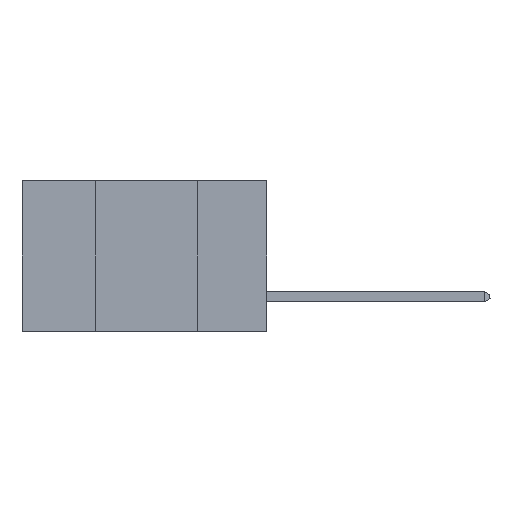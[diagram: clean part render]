
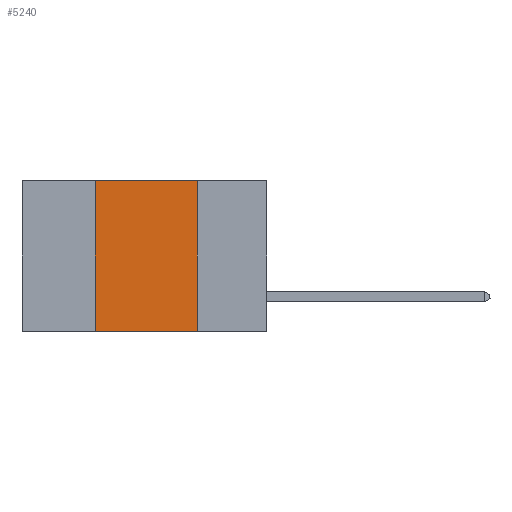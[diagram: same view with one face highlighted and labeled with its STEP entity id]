
A CAD part, left-side view. The second image highlights one B-rep face of the part: STEP entity #5240.
In plain terms, the highlighted planar face has unit normal (-1, 0, 0).
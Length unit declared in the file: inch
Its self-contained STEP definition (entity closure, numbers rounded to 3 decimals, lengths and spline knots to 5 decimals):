
#675 = DIRECTION ( 'NONE',  ( 0., 0., 1. ) ) ;
#2282 = EDGE_CURVE ( 'NONE', #13679, #16780, #8582, .T. ) ;
#3700 = VECTOR ( 'NONE', #8415, 39.37008 ) ;
#5240 = ADVANCED_FACE ( 'NONE', ( #10764 ), #7213, .F. ) ;
#5812 = CARTESIAN_POINT ( 'NONE',  ( 0., 0.17, 0. ) ) ;
#6277 = CARTESIAN_POINT ( 'NONE',  ( 0., 0.17, 0. ) ) ;
#6900 = EDGE_LOOP ( 'NONE', ( #16837, #20315, #17519, #11935 ) ) ;
#6963 = LINE ( 'NONE', #6277, #13689 ) ;
#7213 = PLANE ( 'NONE',  #13720 ) ;
#8415 = DIRECTION ( 'NONE',  ( 0., -1., 0. ) ) ;
#8582 = LINE ( 'NONE', #24220, #10973 ) ;
#9744 = DIRECTION ( 'NONE',  ( 0., 0., -1. ) ) ;
#10229 = CARTESIAN_POINT ( 'NONE',  ( 0., 0.6, 0. ) ) ;
#10764 = FACE_OUTER_BOUND ( 'NONE', #6900, .T. ) ;
#10973 = VECTOR ( 'NONE', #20372, 39.37008 ) ;
#11094 = EDGE_CURVE ( 'NONE', #13679, #19204, #12748, .T. ) ;
#11935 = ORIENTED_EDGE ( 'NONE', *, *, #2282, .T. ) ;
#12748 = LINE ( 'NONE', #12884, #24144 ) ;
#12811 = LINE ( 'NONE', #10229, #3700 ) ;
#12884 = CARTESIAN_POINT ( 'NONE',  ( 0., 0.42, 0. ) ) ;
#13105 = CARTESIAN_POINT ( 'NONE',  ( 0., 0.6, 0. ) ) ;
#13679 = VERTEX_POINT ( 'NONE', #17111 ) ;
#13689 = VECTOR ( 'NONE', #9744, 39.37008 ) ;
#13720 = AXIS2_PLACEMENT_3D ( 'NONE', #13105, #24063, #22186 ) ;
#14938 = EDGE_CURVE ( 'NONE', #16570, #16780, #6963, .T. ) ;
#16570 = VERTEX_POINT ( 'NONE', #5812 ) ;
#16780 = VERTEX_POINT ( 'NONE', #23125 ) ;
#16837 = ORIENTED_EDGE ( 'NONE', *, *, #14938, .F. ) ;
#17111 = CARTESIAN_POINT ( 'NONE',  ( 0., 0.42, -0.37 ) ) ;
#17519 = ORIENTED_EDGE ( 'NONE', *, *, #11094, .F. ) ;
#19204 = VERTEX_POINT ( 'NONE', #22835 ) ;
#19371 = EDGE_CURVE ( 'NONE', #19204, #16570, #12811, .T. ) ;
#20315 = ORIENTED_EDGE ( 'NONE', *, *, #19371, .F. ) ;
#20372 = DIRECTION ( 'NONE',  ( 0., -1., 0. ) ) ;
#22186 = DIRECTION ( 'NONE',  ( 0., 0., -1. ) ) ;
#22835 = CARTESIAN_POINT ( 'NONE',  ( 0., 0.42, 0. ) ) ;
#23125 = CARTESIAN_POINT ( 'NONE',  ( 0., 0.17, -0.37 ) ) ;
#24063 = DIRECTION ( 'NONE',  ( 1., 0., 0. ) ) ;
#24144 = VECTOR ( 'NONE', #675, 39.37008 ) ;
#24220 = CARTESIAN_POINT ( 'NONE',  ( 0., 0.6, -0.37 ) ) ;
